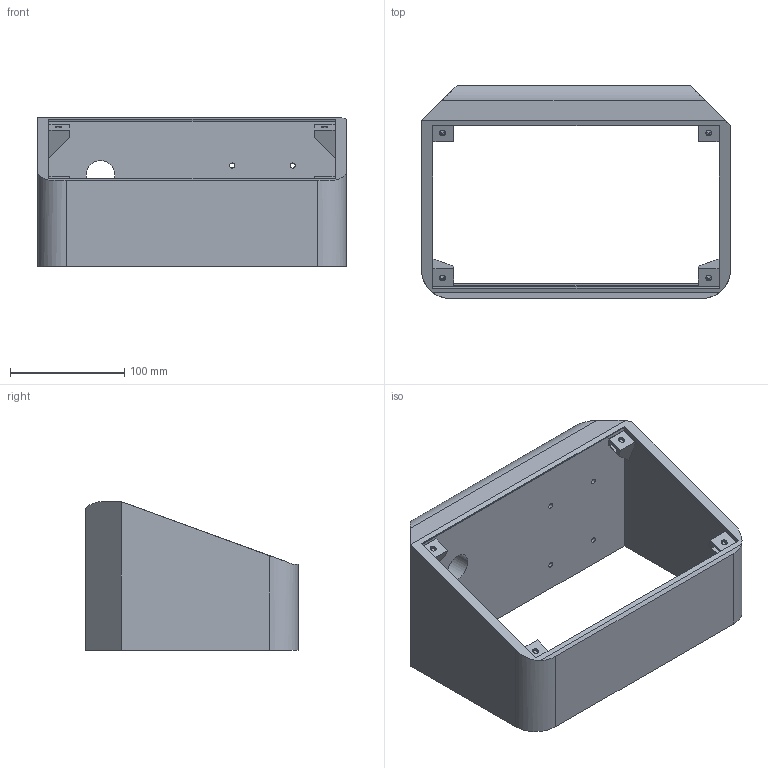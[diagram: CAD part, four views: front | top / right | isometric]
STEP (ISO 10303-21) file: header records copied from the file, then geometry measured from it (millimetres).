
FILE_DESCRIPTION(/* description */ (''),/* implementation_level */ '2;1');
FILE_NAME(/* name */ 'controller box.step',/* time_stamp */ '2023-06-26T20:17:15-05:00',/* author */ (''),/* organization */ (''),/* preprocessor_version */ 'ST-DEVELOPER v19.2',/* originating_system */ 'Autodesk Translation Framework v12.6.0.85',/* authorisation */ '');
FILE_SCHEMA (('AUTOMOTIVE_DESIGN { 1 0 10303 214 3 1 1 }'));
Length unit declared in the file: millimetre
Products named in the file (1): Candy Claw 3D render
Bounding box: 270 x 186.09 x 130 mm (x, y, z)
Volume: 1455977.9 mm3; surface area: 212301.2 mm2
Topology: 1 solids, 1 shells, 134 faces, 369 edges, 245 vertices
Faces by surface type: plane 112, cylinder 21, bspline 1
Full cylindrical faces by diameter (mm): 4.5 x4, 5.3 x8, 25 x1
Entity records: 4294 total; most frequent: CARTESIAN_POINT 754, ORIENTED_EDGE 738, DIRECTION 687, EDGE_CURVE 369, LINE 319, VECTOR 319, VERTEX_POINT 245, AXIS2_PLACEMENT_3D 184
